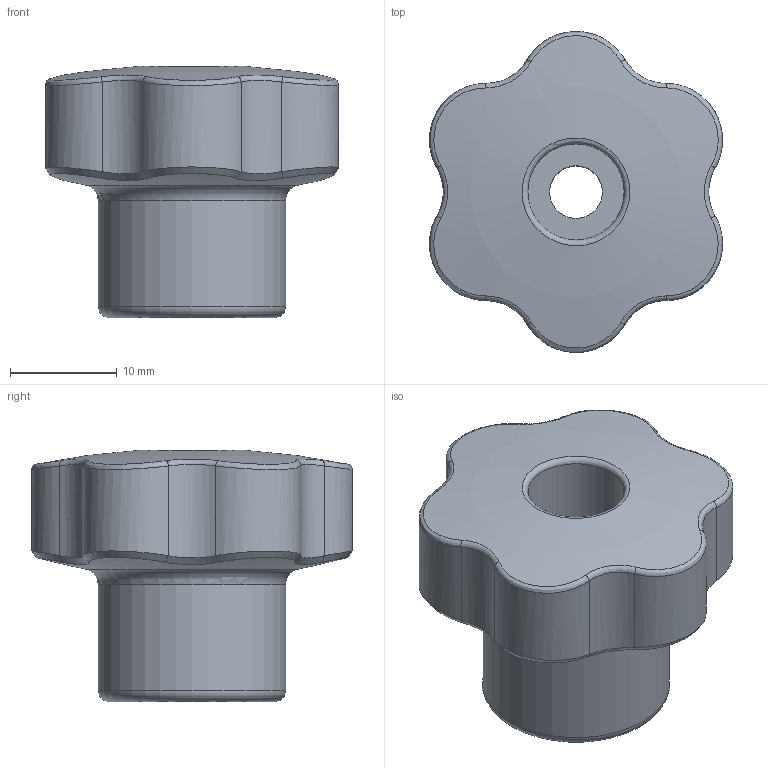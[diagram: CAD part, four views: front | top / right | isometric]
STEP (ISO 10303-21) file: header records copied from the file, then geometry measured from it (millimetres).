
FILE_DESCRIPTION( ( 'Unknown' ), '1' );
FILE_NAME( '6157115_VBX30_FP_M06.stp', 'Unknown', ( 'Unknown' ), ( 'Unknown' ), 'PSStep 14.0', 'Unknown', ' ' );
FILE_SCHEMA( ( 'AUTOMOTIVE_DESIGN { 1 0 10303 214 1 1 1 1 }' ) );
Length unit declared in the file: millimetre
Products named in the file (1): 6157115
Bounding box: 27.4 x 30 x 23.48 mm (x, y, z)
Volume: 8407.2 mm3; surface area: 3086.4 mm2
Topology: 1 solids, 1 shells, 49 faces, 110 edges, 64 vertices
Faces by surface type: bspline 25, cylinder 16, torus 3, plane 3, sphere 1, cone 1
Full cylindrical faces by diameter (mm): 4.917 x1, 9 x2, 17.5 x1
Entity records: 5802 total; most frequent: CARTESIAN_POINT 4566, ORIENTED_EDGE 192, DIRECTION 110, EDGE_CURVE 96, EDGE_LOOP 62, VERTEX_POINT 60, B_SPLINE_CURVE_WITH_KNOTS 60, FACE_OUTER_BOUND 58
